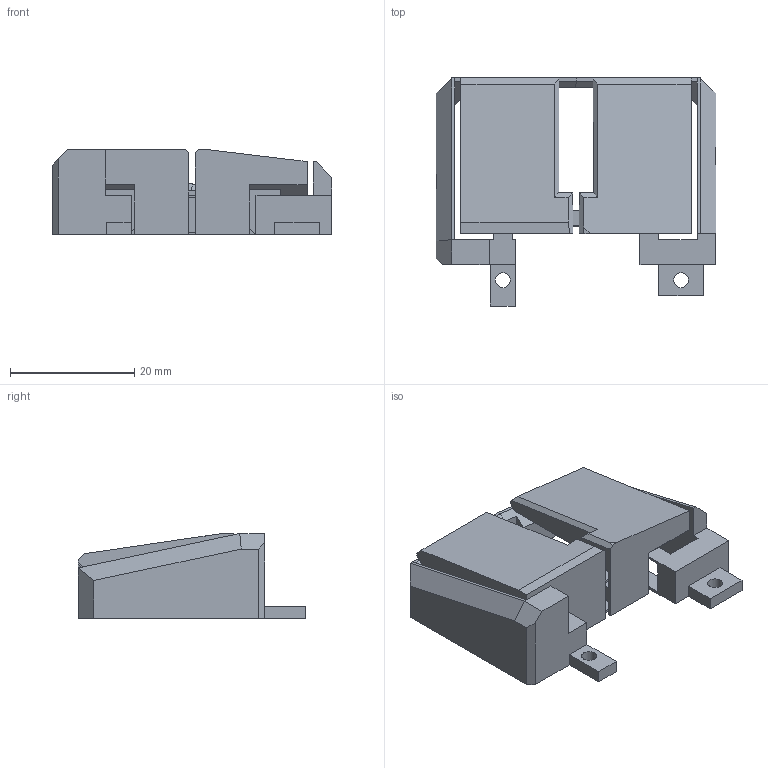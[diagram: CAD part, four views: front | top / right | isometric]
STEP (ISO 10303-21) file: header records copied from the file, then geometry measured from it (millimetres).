
FILE_DESCRIPTION(/* description */ (''),/* implementation_level */ '2;1');
FILE_NAME(/* name */ 'clicker_v6.step',/* time_stamp */ '2026-01-07T21:34:58+09:00',/* author */ (''),/* organization */ (''),/* preprocessor_version */ 'ST-DEVELOPER v20.1',/* originating_system */ 'Autodesk Translation Framework v14.21.0.0',/* authorisation */ '');
FILE_SCHEMA (('AUTOMOTIVE_DESIGN { 1 0 10303 214 3 1 1 }'));
Length unit declared in the file: millimetre
Products named in the file (2): MiMi-TaBu_v0.3; MouseShip04
Assembly tree (1 placements, depth 2):
  MiMi-TaBu_v0.3
    MouseShip04
Bounding box: 45 x 36.66 x 13.67 mm (x, y, z)
Volume: 9328.1 mm3; surface area: 6911.2 mm2
Topology: 1 solids, 1 shells, 141 faces, 414 edges, 273 vertices
Faces by surface type: plane 139, cylinder 2
Full cylindrical faces by diameter (mm): 2.4 x2
Entity records: 4692 total; most frequent: CARTESIAN_POINT 831, ORIENTED_EDGE 828, DIRECTION 706, EDGE_CURVE 414, LINE 410, VECTOR 410, VERTEX_POINT 273, EDGE_LOOP 151
